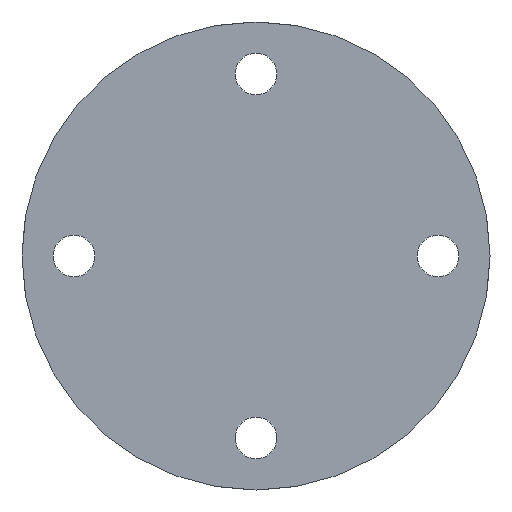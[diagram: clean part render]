
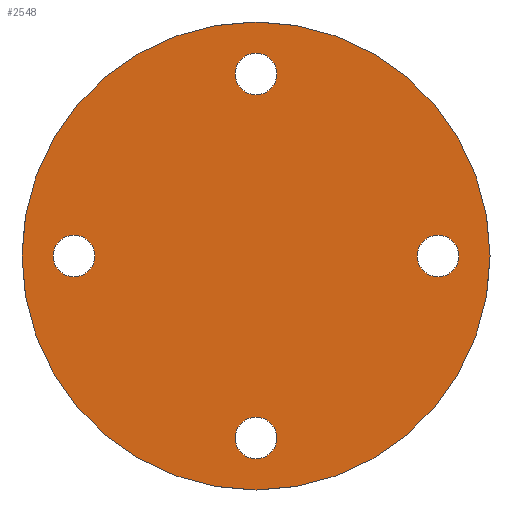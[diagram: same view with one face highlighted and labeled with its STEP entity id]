
A CAD part, front view. The second image highlights one B-rep face of the part: STEP entity #2548.
In plain terms, the highlighted planar face has unit normal (0, -1, 0).
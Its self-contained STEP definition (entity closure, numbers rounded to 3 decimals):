
#38 = CIRCLE ( 'NONE', #444, 2.8 ) ;
#45 = FACE_BOUND ( 'NONE', #472, .T. ) ;
#57 = CARTESIAN_POINT ( 'NONE',  ( 24.5, 0., 0. ) ) ;
#85 = VERTEX_POINT ( 'NONE', #3006 ) ;
#123 = DIRECTION ( 'NONE',  ( 0., 1., 0. ) ) ;
#185 = CARTESIAN_POINT ( 'NONE',  ( 24.5, 0., 0. ) ) ;
#202 = AXIS2_PLACEMENT_3D ( 'NONE', #2702, #2672, #1052 ) ;
#207 = CARTESIAN_POINT ( 'NONE',  ( 0., 0., 24.5 ) ) ;
#213 = EDGE_CURVE ( 'NONE', #1275, #1365, #1455, .T. ) ;
#270 = ORIENTED_EDGE ( 'NONE', *, *, #1768, .T. ) ;
#321 = CIRCLE ( 'NONE', #1399, 2.8 ) ;
#366 = AXIS2_PLACEMENT_3D ( 'NONE', #613, #123, #649 ) ;
#391 = VERTEX_POINT ( 'NONE', #448 ) ;
#434 = ORIENTED_EDGE ( 'NONE', *, *, #1896, .T. ) ;
#444 = AXIS2_PLACEMENT_3D ( 'NONE', #185, #924, #2742 ) ;
#448 = CARTESIAN_POINT ( 'NONE',  ( -24.5, 0., -2.8 ) ) ;
#472 = EDGE_LOOP ( 'NONE', ( #1434, #775 ) ) ;
#503 = ORIENTED_EDGE ( 'NONE', *, *, #2946, .T. ) ;
#513 = CARTESIAN_POINT ( 'NONE',  ( 0., 0., 0. ) ) ;
#556 = FACE_BOUND ( 'NONE', #1369, .T. ) ;
#588 = DIRECTION ( 'NONE',  ( 0., 1., 0. ) ) ;
#613 = CARTESIAN_POINT ( 'NONE',  ( 0., 0., 0. ) ) ;
#643 = CIRCLE ( 'NONE', #1851, 2.8 ) ;
#649 = DIRECTION ( 'NONE',  ( 0., 0., 1. ) ) ;
#678 = VERTEX_POINT ( 'NONE', #1324 ) ;
#732 = DIRECTION ( 'NONE',  ( 1., 0., 0. ) ) ;
#775 = ORIENTED_EDGE ( 'NONE', *, *, #2341, .T. ) ;
#794 = FACE_OUTER_BOUND ( 'NONE', #1220, .T. ) ;
#796 = DIRECTION ( 'NONE',  ( 1., 0., 0. ) ) ;
#805 = DIRECTION ( 'NONE',  ( 0., 1., 0. ) ) ;
#917 = AXIS2_PLACEMENT_3D ( 'NONE', #1778, #2673, #1117 ) ;
#924 = DIRECTION ( 'NONE',  ( 0., 1., 0. ) ) ;
#948 = DIRECTION ( 'NONE',  ( 0., 0., -1. ) ) ;
#993 = DIRECTION ( 'NONE',  ( -1., 0., 0. ) ) ;
#1031 = AXIS2_PLACEMENT_3D ( 'NONE', #1713, #2842, #2131 ) ;
#1039 = DIRECTION ( 'NONE',  ( 0., 0., 1. ) ) ;
#1047 = VERTEX_POINT ( 'NONE', #2485 ) ;
#1052 = DIRECTION ( 'NONE',  ( 0., 0., 1. ) ) ;
#1117 = DIRECTION ( 'NONE',  ( 0., 0., -1. ) ) ;
#1139 = ORIENTED_EDGE ( 'NONE', *, *, #1241, .T. ) ;
#1220 = EDGE_LOOP ( 'NONE', ( #1463, #1235 ) ) ;
#1235 = ORIENTED_EDGE ( 'NONE', *, *, #2118, .F. ) ;
#1241 = EDGE_CURVE ( 'NONE', #1047, #2274, #2333, .T. ) ;
#1275 = VERTEX_POINT ( 'NONE', #1887 ) ;
#1279 = ORIENTED_EDGE ( 'NONE', *, *, #1794, .T. ) ;
#1288 = CARTESIAN_POINT ( 'NONE',  ( 24.5, 0., 2.8 ) ) ;
#1315 = AXIS2_PLACEMENT_3D ( 'NONE', #207, #2089, #948 ) ;
#1324 = CARTESIAN_POINT ( 'NONE',  ( 0., 0., -31.5 ) ) ;
#1360 = AXIS2_PLACEMENT_3D ( 'NONE', #513, #2425, #1039 ) ;
#1365 = VERTEX_POINT ( 'NONE', #2666 ) ;
#1369 = EDGE_LOOP ( 'NONE', ( #1279, #270 ) ) ;
#1399 = AXIS2_PLACEMENT_3D ( 'NONE', #1991, #1813, #732 ) ;
#1403 = CIRCLE ( 'NONE', #366, 31.5 ) ;
#1433 = CARTESIAN_POINT ( 'NONE',  ( 0., 0., 31.5 ) ) ;
#1434 = ORIENTED_EDGE ( 'NONE', *, *, #213, .T. ) ;
#1455 = CIRCLE ( 'NONE', #1315, 2.8 ) ;
#1463 = ORIENTED_EDGE ( 'NONE', *, *, #2408, .F. ) ;
#1506 = FACE_BOUND ( 'NONE', #1649, .T. ) ;
#1543 = EDGE_LOOP ( 'NONE', ( #1996, #434 ) ) ;
#1546 = CIRCLE ( 'NONE', #2460, 31.5 ) ;
#1559 = CARTESIAN_POINT ( 'NONE',  ( -24.5, 0., 0. ) ) ;
#1563 = EDGE_CURVE ( 'NONE', #2449, #2294, #38, .T. ) ;
#1597 = CARTESIAN_POINT ( 'NONE',  ( 0., 0., -21.7 ) ) ;
#1603 = VERTEX_POINT ( 'NONE', #1433 ) ;
#1649 = EDGE_LOOP ( 'NONE', ( #503, #1139 ) ) ;
#1713 = CARTESIAN_POINT ( 'NONE',  ( 0., 0., -24.5 ) ) ;
#1768 = EDGE_CURVE ( 'NONE', #391, #85, #643, .T. ) ;
#1778 = CARTESIAN_POINT ( 'NONE',  ( 0., 0., 24.5 ) ) ;
#1794 = EDGE_CURVE ( 'NONE', #85, #391, #321, .T. ) ;
#1813 = DIRECTION ( 'NONE',  ( 0., 1., 0. ) ) ;
#1830 = CIRCLE ( 'NONE', #917, 2.8 ) ;
#1851 = AXIS2_PLACEMENT_3D ( 'NONE', #1559, #588, #796 ) ;
#1887 = CARTESIAN_POINT ( 'NONE',  ( 0., 0., 27.3 ) ) ;
#1896 = EDGE_CURVE ( 'NONE', #2294, #2449, #2821, .T. ) ;
#1915 = DIRECTION ( 'NONE',  ( 0., 1., 0. ) ) ;
#1961 = CARTESIAN_POINT ( 'NONE',  ( 0., 0., 0. ) ) ;
#1991 = CARTESIAN_POINT ( 'NONE',  ( -24.5, 0., 0. ) ) ;
#1996 = ORIENTED_EDGE ( 'NONE', *, *, #1563, .T. ) ;
#2089 = DIRECTION ( 'NONE',  ( 0., 1., 0. ) ) ;
#2118 = EDGE_CURVE ( 'NONE', #1603, #678, #1403, .T. ) ;
#2131 = DIRECTION ( 'NONE',  ( 0., 0., 1. ) ) ;
#2137 = FACE_BOUND ( 'NONE', #1543, .T. ) ;
#2168 = PLANE ( 'NONE',  #1360 ) ;
#2274 = VERTEX_POINT ( 'NONE', #1597 ) ;
#2294 = VERTEX_POINT ( 'NONE', #2558 ) ;
#2333 = CIRCLE ( 'NONE', #1031, 2.8 ) ;
#2341 = EDGE_CURVE ( 'NONE', #1365, #1275, #1830, .T. ) ;
#2408 = EDGE_CURVE ( 'NONE', #678, #1603, #1546, .T. ) ;
#2425 = DIRECTION ( 'NONE',  ( 0., 1., 0. ) ) ;
#2429 = DIRECTION ( 'NONE',  ( 0., 0., 1. ) ) ;
#2449 = VERTEX_POINT ( 'NONE', #1288 ) ;
#2460 = AXIS2_PLACEMENT_3D ( 'NONE', #1961, #1915, #2429 ) ;
#2485 = CARTESIAN_POINT ( 'NONE',  ( 0., 0., -27.3 ) ) ;
#2532 = CIRCLE ( 'NONE', #202, 2.8 ) ;
#2548 = ADVANCED_FACE ( 'NONE', ( #2137, #45, #556, #1506, #794 ), #2168, .F. ) ;
#2558 = CARTESIAN_POINT ( 'NONE',  ( 24.5, 0., -2.8 ) ) ;
#2666 = CARTESIAN_POINT ( 'NONE',  ( 0., 0., 21.7 ) ) ;
#2672 = DIRECTION ( 'NONE',  ( 0., 1., 0. ) ) ;
#2673 = DIRECTION ( 'NONE',  ( 0., 1., 0. ) ) ;
#2702 = CARTESIAN_POINT ( 'NONE',  ( 0., 0., -24.5 ) ) ;
#2742 = DIRECTION ( 'NONE',  ( -1., 0., 0. ) ) ;
#2821 = CIRCLE ( 'NONE', #2903, 2.8 ) ;
#2842 = DIRECTION ( 'NONE',  ( 0., 1., 0. ) ) ;
#2903 = AXIS2_PLACEMENT_3D ( 'NONE', #57, #805, #993 ) ;
#2946 = EDGE_CURVE ( 'NONE', #2274, #1047, #2532, .T. ) ;
#3006 = CARTESIAN_POINT ( 'NONE',  ( -24.5, 0., 2.8 ) ) ;
